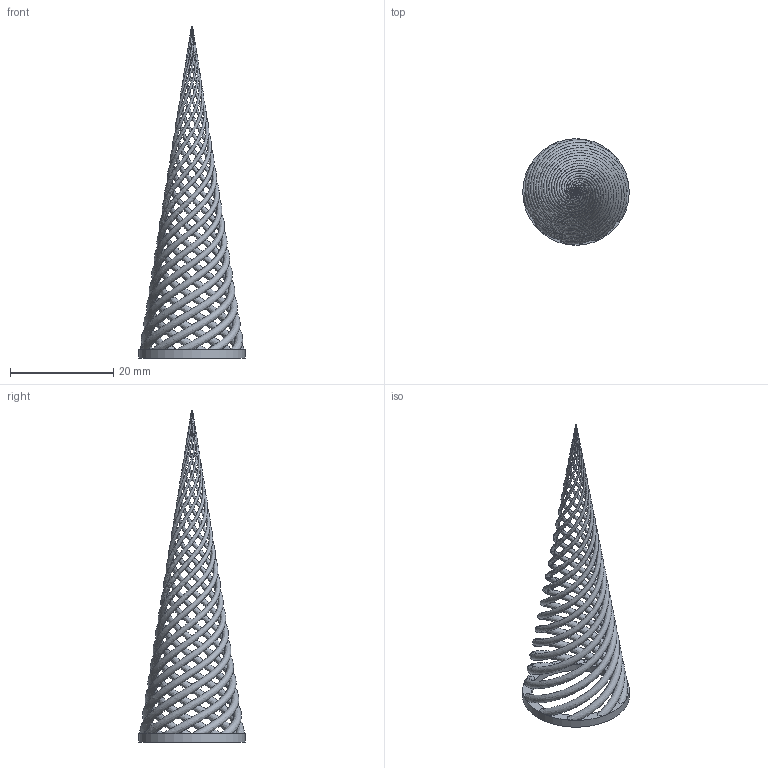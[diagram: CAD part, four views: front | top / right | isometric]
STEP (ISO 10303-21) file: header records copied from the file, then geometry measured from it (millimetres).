
FILE_DESCRIPTION(/* description */ (''),/* implementation_level */ '2;1');
FILE_NAME(/* name */ 'Spiral_lattice_cone_1.stp',/* time_stamp */ '2020-07-31T11:22:42+02:00',/* author */ ('204042734'),/* organization */ (''),/* preprocessor_version */ 'ST-DEVELOPER v17',/* originating_system */ 'Autodesk Inventor 2018',/* authorisation */ '');
FILE_SCHEMA (('AUTOMOTIVE_DESIGN { 1 0 10303 214 3 1 1 }'));
Length unit declared in the file: inch
Products named in the file (2): OASIS_challenge_assy_v2; Spiral_lattice_cone_1
Assembly tree (1 placements, depth 2):
  OASIS_challenge_assy_v2
    Spiral_lattice_cone_1
Bounding box: 20.63 x 20.63 x 64.3 mm (x, y, z)
Volume: 923.9 mm3; surface area: 3051.5 mm2
Topology: 1 solids, 1 shells, 33 faces, 125 edges, 78 vertices
Faces by surface type: bspline 15, plane 12, cylinder 6
Full cylindrical faces by diameter (mm): 20.634 x1
Entity records: 10849 total; most frequent: CARTESIAN_POINT 9904, ORIENTED_EDGE 246, EDGE_CURVE 123, DIRECTION 107, B_SPLINE_CURVE_WITH_KNOTS 85, VERTEX_POINT 74, AXIS2_PLACEMENT_3D 48, EDGE_LOOP 35
